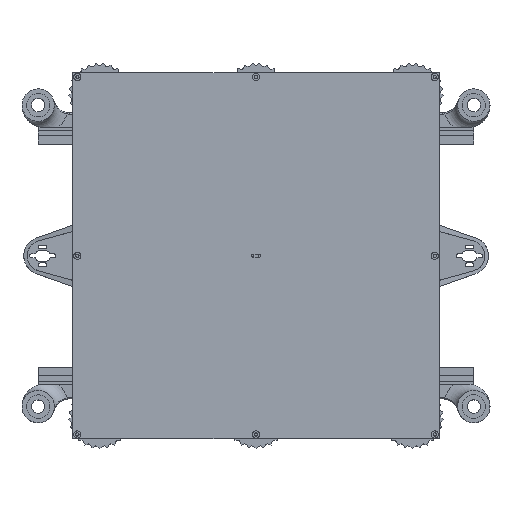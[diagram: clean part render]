
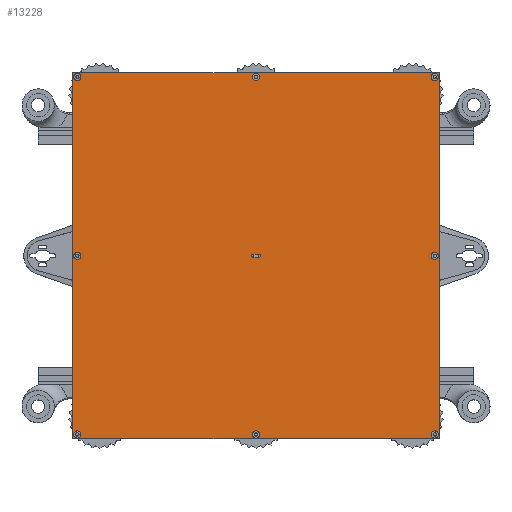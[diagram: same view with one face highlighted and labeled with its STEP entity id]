
A CAD part, top view. The second image highlights one B-rep face of the part: STEP entity #13228.
In plain terms, the highlighted planar face has unit normal (0, 0, 1).
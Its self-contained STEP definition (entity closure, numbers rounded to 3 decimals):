
#445=FACE_BOUND('',#1761,.T.);
#446=FACE_BOUND('',#1762,.T.);
#447=FACE_BOUND('',#1763,.T.);
#448=FACE_BOUND('',#1764,.T.);
#449=FACE_BOUND('',#1765,.T.);
#450=FACE_BOUND('',#1766,.T.);
#451=FACE_BOUND('',#1767,.T.);
#452=FACE_BOUND('',#1768,.T.);
#453=FACE_BOUND('',#1769,.T.);
#545=PLANE('',#14073);
#1015=FACE_OUTER_BOUND('',#1760,.T.);
#1760=EDGE_LOOP('',(#9082,#9083,#9084,#9085));
#1761=EDGE_LOOP('',(#9086));
#1762=EDGE_LOOP('',(#9087));
#1763=EDGE_LOOP('',(#9088));
#1764=EDGE_LOOP('',(#9089));
#1765=EDGE_LOOP('',(#9090));
#1766=EDGE_LOOP('',(#9091));
#1767=EDGE_LOOP('',(#9092));
#1768=EDGE_LOOP('',(#9093));
#1769=EDGE_LOOP('',(#9094,#9095,#9096,#9097));
#2581=LINE('',#19276,#3951);
#2582=LINE('',#19278,#3952);
#2583=LINE('',#19280,#3953);
#2584=LINE('',#19281,#3954);
#2585=LINE('',#19284,#3955);
#2586=LINE('',#19288,#3956);
#3951=VECTOR('',#15392,10.);
#3952=VECTOR('',#15393,10.);
#3953=VECTOR('',#15394,10.);
#3954=VECTOR('',#15395,10.);
#3955=VECTOR('',#15396,10.);
#3956=VECTOR('',#15399,10.);
#5313=CIRCLE('',#14034,3.25);
#5316=CIRCLE('',#14039,3.25);
#5319=CIRCLE('',#14044,3.25);
#5322=CIRCLE('',#14049,3.25);
#5325=CIRCLE('',#14054,3.25);
#5328=CIRCLE('',#14059,3.25);
#5331=CIRCLE('',#14064,3.25);
#5334=CIRCLE('',#14069,3.25);
#5337=CIRCLE('',#14074,1.25);
#5338=CIRCLE('',#14075,1.25);
#5765=VERTEX_POINT('',#19202);
#5768=VERTEX_POINT('',#19211);
#5771=VERTEX_POINT('',#19220);
#5774=VERTEX_POINT('',#19229);
#5777=VERTEX_POINT('',#19238);
#5780=VERTEX_POINT('',#19247);
#5783=VERTEX_POINT('',#19256);
#5786=VERTEX_POINT('',#19265);
#5789=VERTEX_POINT('',#19274);
#5790=VERTEX_POINT('',#19275);
#5791=VERTEX_POINT('',#19277);
#5792=VERTEX_POINT('',#19279);
#5793=VERTEX_POINT('',#19282);
#5794=VERTEX_POINT('',#19283);
#5795=VERTEX_POINT('',#19285);
#5796=VERTEX_POINT('',#19287);
#7055=EDGE_CURVE('',#5765,#5765,#5313,.T.);
#7059=EDGE_CURVE('',#5768,#5768,#5316,.T.);
#7063=EDGE_CURVE('',#5771,#5771,#5319,.T.);
#7067=EDGE_CURVE('',#5774,#5774,#5322,.T.);
#7071=EDGE_CURVE('',#5777,#5777,#5325,.T.);
#7075=EDGE_CURVE('',#5780,#5780,#5328,.T.);
#7079=EDGE_CURVE('',#5783,#5783,#5331,.T.);
#7083=EDGE_CURVE('',#5786,#5786,#5334,.T.);
#7087=EDGE_CURVE('',#5789,#5790,#2581,.T.);
#7088=EDGE_CURVE('',#5791,#5789,#2582,.T.);
#7089=EDGE_CURVE('',#5792,#5791,#2583,.T.);
#7090=EDGE_CURVE('',#5790,#5792,#2584,.T.);
#7091=EDGE_CURVE('',#5793,#5794,#2585,.T.);
#7092=EDGE_CURVE('',#5795,#5793,#5337,.T.);
#7093=EDGE_CURVE('',#5796,#5795,#2586,.T.);
#7094=EDGE_CURVE('',#5794,#5796,#5338,.T.);
#9082=ORIENTED_EDGE('',*,*,#7087,.F.);
#9083=ORIENTED_EDGE('',*,*,#7088,.F.);
#9084=ORIENTED_EDGE('',*,*,#7089,.F.);
#9085=ORIENTED_EDGE('',*,*,#7090,.F.);
#9086=ORIENTED_EDGE('',*,*,#7055,.T.);
#9087=ORIENTED_EDGE('',*,*,#7059,.T.);
#9088=ORIENTED_EDGE('',*,*,#7063,.T.);
#9089=ORIENTED_EDGE('',*,*,#7067,.T.);
#9090=ORIENTED_EDGE('',*,*,#7071,.T.);
#9091=ORIENTED_EDGE('',*,*,#7075,.T.);
#9092=ORIENTED_EDGE('',*,*,#7079,.T.);
#9093=ORIENTED_EDGE('',*,*,#7083,.T.);
#9094=ORIENTED_EDGE('',*,*,#7091,.F.);
#9095=ORIENTED_EDGE('',*,*,#7092,.F.);
#9096=ORIENTED_EDGE('',*,*,#7093,.F.);
#9097=ORIENTED_EDGE('',*,*,#7094,.F.);
#13228=ADVANCED_FACE('',(#1015,#445,#446,#447,#448,#449,#450,#451,#452,
#453),#545,.T.);
#14034=AXIS2_PLACEMENT_3D('',#19203,#15304,#15305);
#14039=AXIS2_PLACEMENT_3D('',#19212,#15315,#15316);
#14044=AXIS2_PLACEMENT_3D('',#19221,#15326,#15327);
#14049=AXIS2_PLACEMENT_3D('',#19230,#15337,#15338);
#14054=AXIS2_PLACEMENT_3D('',#19239,#15348,#15349);
#14059=AXIS2_PLACEMENT_3D('',#19248,#15359,#15360);
#14064=AXIS2_PLACEMENT_3D('',#19257,#15370,#15371);
#14069=AXIS2_PLACEMENT_3D('',#19266,#15381,#15382);
#14073=AXIS2_PLACEMENT_3D('',#19273,#15390,#15391);
#14074=AXIS2_PLACEMENT_3D('',#19286,#15397,#15398);
#14075=AXIS2_PLACEMENT_3D('',#19289,#15400,#15401);
#15304=DIRECTION('center_axis',(0.,0.,-1.));
#15305=DIRECTION('ref_axis',(-1.,0.,0.));
#15315=DIRECTION('center_axis',(0.,0.,-1.));
#15316=DIRECTION('ref_axis',(-1.,0.,0.));
#15326=DIRECTION('center_axis',(0.,0.,-1.));
#15327=DIRECTION('ref_axis',(-1.,0.,0.));
#15337=DIRECTION('center_axis',(0.,0.,-1.));
#15338=DIRECTION('ref_axis',(-1.,0.,0.));
#15348=DIRECTION('center_axis',(0.,0.,-1.));
#15349=DIRECTION('ref_axis',(-1.,0.,0.));
#15359=DIRECTION('center_axis',(0.,0.,-1.));
#15360=DIRECTION('ref_axis',(-1.,0.,0.));
#15370=DIRECTION('center_axis',(0.,0.,-1.));
#15371=DIRECTION('ref_axis',(-1.,0.,0.));
#15381=DIRECTION('center_axis',(0.,0.,-1.));
#15382=DIRECTION('ref_axis',(-1.,0.,0.));
#15390=DIRECTION('center_axis',(0.,0.,1.));
#15391=DIRECTION('ref_axis',(0.,1.,0.));
#15392=DIRECTION('',(1.,0.,0.));
#15393=DIRECTION('',(0.,1.,0.));
#15394=DIRECTION('',(-1.,0.,0.));
#15395=DIRECTION('',(0.,-1.,0.));
#15396=DIRECTION('',(1.,0.,0.));
#15397=DIRECTION('center_axis',(0.,0.,1.));
#15398=DIRECTION('ref_axis',(0.,1.,0.));
#15399=DIRECTION('',(-1.,0.,0.));
#15400=DIRECTION('center_axis',(0.,0.,1.));
#15401=DIRECTION('ref_axis',(0.,-1.,0.));
#19202=CARTESIAN_POINT('',(7.25,164.,3.));
#19203=CARTESIAN_POINT('Origin',(4.,164.,3.));
#19211=CARTESIAN_POINT('',(7.25,324.,3.));
#19212=CARTESIAN_POINT('Origin',(4.,324.,3.));
#19220=CARTESIAN_POINT('',(167.25,324.,3.));
#19221=CARTESIAN_POINT('Origin',(164.,324.,3.));
#19229=CARTESIAN_POINT('',(327.25,324.,3.));
#19230=CARTESIAN_POINT('Origin',(324.,324.,3.));
#19238=CARTESIAN_POINT('',(327.25,164.,3.));
#19239=CARTESIAN_POINT('Origin',(324.,164.,3.));
#19247=CARTESIAN_POINT('',(327.25,4.,3.));
#19248=CARTESIAN_POINT('Origin',(324.,4.,3.));
#19256=CARTESIAN_POINT('',(167.25,4.,3.));
#19257=CARTESIAN_POINT('Origin',(164.,4.,3.));
#19265=CARTESIAN_POINT('',(7.25,4.,3.));
#19266=CARTESIAN_POINT('Origin',(4.,4.,3.));
#19273=CARTESIAN_POINT('Origin',(164.,164.,3.));
#19274=CARTESIAN_POINT('',(0.,328.,3.));
#19275=CARTESIAN_POINT('',(328.,328.,3.));
#19276=CARTESIAN_POINT('',(164.,328.,3.));
#19277=CARTESIAN_POINT('',(0.,0.,3.));
#19278=CARTESIAN_POINT('',(0.,164.,3.));
#19279=CARTESIAN_POINT('',(328.,0.,3.));
#19280=CARTESIAN_POINT('',(164.,0.,3.));
#19281=CARTESIAN_POINT('',(328.,164.,3.));
#19282=CARTESIAN_POINT('',(161.25,162.75,3.));
#19283=CARTESIAN_POINT('',(166.75,162.75,3.));
#19284=CARTESIAN_POINT('',(165.375,162.75,3.));
#19285=CARTESIAN_POINT('',(161.25,165.25,3.));
#19286=CARTESIAN_POINT('Origin',(161.25,164.,3.));
#19287=CARTESIAN_POINT('',(166.75,165.25,3.));
#19288=CARTESIAN_POINT('',(162.625,165.25,3.));
#19289=CARTESIAN_POINT('Origin',(166.75,164.,3.));
